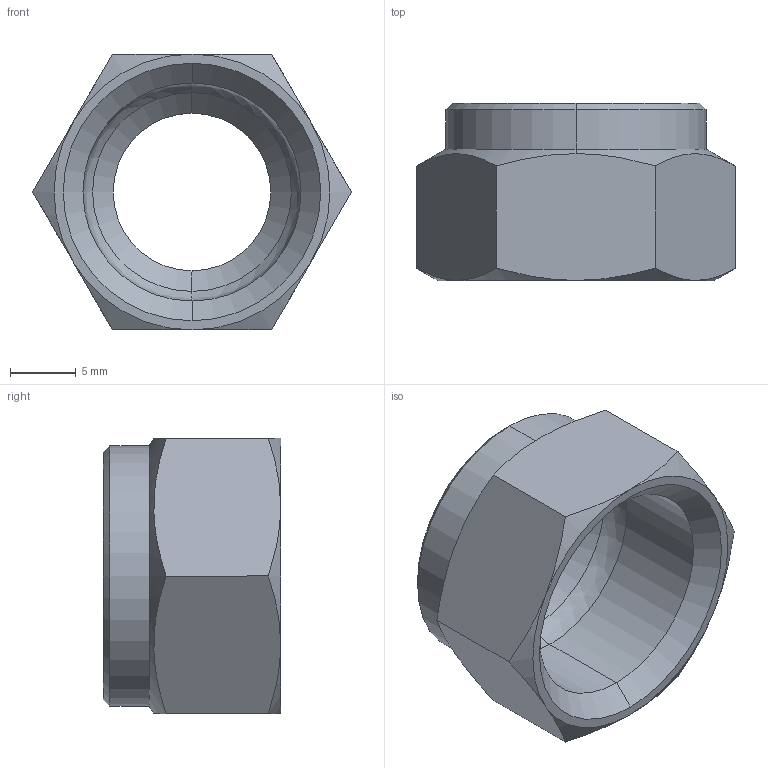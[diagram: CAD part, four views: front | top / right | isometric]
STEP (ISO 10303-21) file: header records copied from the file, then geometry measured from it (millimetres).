
FILE_DESCRIPTION (( 'STEP AP214' ), '1' );
FILE_NAME ('106800001Y100A.STEP', '2013-02-25T17:14:49', ( '' ), ( '' ), 'SwSTEP 2.0', 'SolidWorks 2012', '' );
FILE_SCHEMA (( 'AUTOMOTIVE_DESIGN' ));
Length unit declared in the file: millimetre
Products named in the file (1): 106800001Y100A
Bounding box: 24.25 x 13.5 x 21 mm (x, y, z)
Volume: 2152.4 mm3; surface area: 1960.9 mm2
Topology: 1 solids, 1 shells, 32 faces, 70 edges, 40 vertices
Faces by surface type: cone 16, plane 8, cylinder 6, bspline 2
Entity records: 1008 total; most frequent: CARTESIAN_POINT 307, ORIENTED_EDGE 140, DIRECTION 136, EDGE_CURVE 70, AXIS2_PLACEMENT_3D 57, VERTEX_POINT 40, EDGE_LOOP 34, ADVANCED_FACE 32
